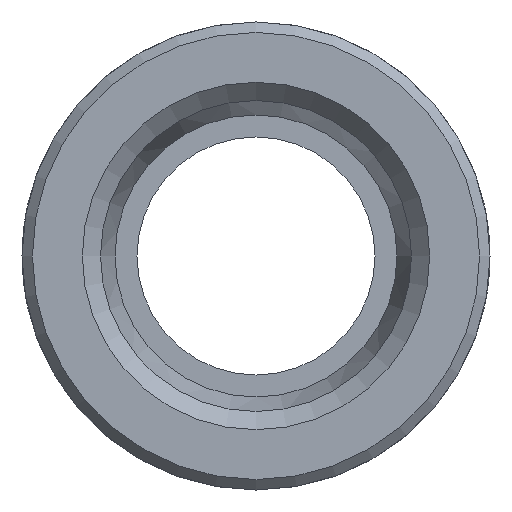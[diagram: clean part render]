
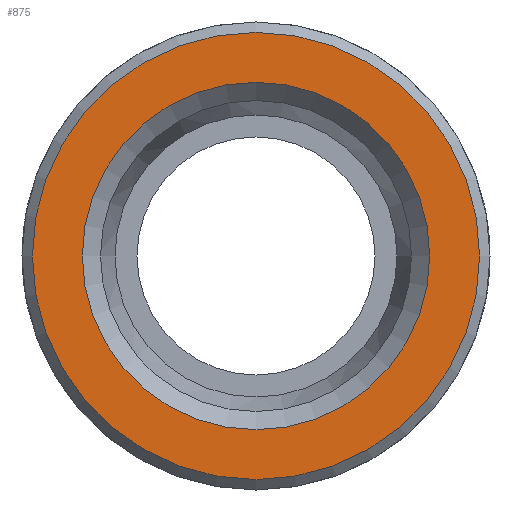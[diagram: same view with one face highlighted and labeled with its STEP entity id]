
A CAD part, front view. The second image highlights one B-rep face of the part: STEP entity #875.
In plain terms, the highlighted planar face has unit normal (0, -1, 0).
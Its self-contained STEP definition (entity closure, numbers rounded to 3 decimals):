
#115=PLANE('',#952);
#152=FACE_BOUND('',#246,.T.);
#172=FACE_OUTER_BOUND('',#245,.T.);
#245=EDGE_LOOP('',(#614));
#246=EDGE_LOOP('',(#615));
#328=CIRCLE('',#949,8.35);
#330=CIRCLE('',#953,10.75);
#403=VERTEX_POINT('',#1374);
#405=VERTEX_POINT('',#1380);
#482=EDGE_CURVE('',#403,#403,#328,.T.);
#484=EDGE_CURVE('',#405,#405,#330,.T.);
#614=ORIENTED_EDGE('',*,*,#484,.T.);
#615=ORIENTED_EDGE('',*,*,#482,.F.);
#875=ADVANCED_FACE('',(#172,#152),#115,.T.);
#949=AXIS2_PLACEMENT_3D('',#1375,#1091,#1092);
#952=AXIS2_PLACEMENT_3D('',#1379,#1097,#1098);
#953=AXIS2_PLACEMENT_3D('',#1381,#1099,#1100);
#1091=DIRECTION('center_axis',(0.,-1.,0.));
#1092=DIRECTION('ref_axis',(1.,0.,0.));
#1097=DIRECTION('center_axis',(0.,-1.,0.));
#1098=DIRECTION('ref_axis',(0.,0.,-1.));
#1099=DIRECTION('center_axis',(0.,-1.,0.));
#1100=DIRECTION('ref_axis',(1.,0.,0.));
#1374=CARTESIAN_POINT('',(-8.35,-13.5,0.));
#1375=CARTESIAN_POINT('Origin',(0.,-13.5,0.));
#1379=CARTESIAN_POINT('Origin',(0.,-13.5,0.));
#1380=CARTESIAN_POINT('',(10.75,-13.5,0.));
#1381=CARTESIAN_POINT('Origin',(0.,-13.5,0.));
